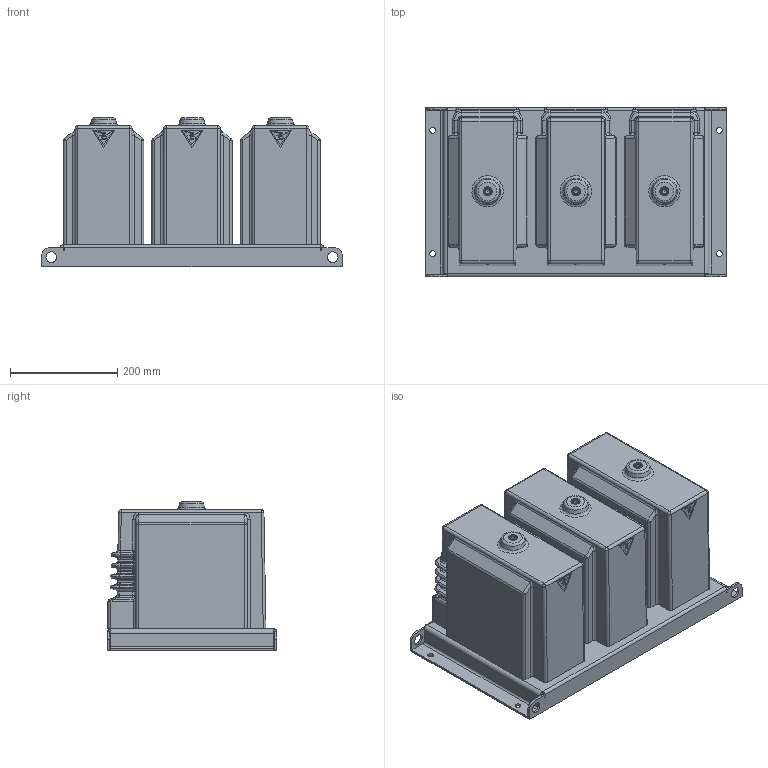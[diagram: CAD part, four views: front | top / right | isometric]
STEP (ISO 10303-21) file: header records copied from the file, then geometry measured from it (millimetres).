
FILE_DESCRIPTION(('STEP AP242'), '1');
FILE_NAME('ÀÄØÏ.1.757.006 ÍÀËÈ-ÝÊ-10 Ì4 3-6-10êÂ', '', ('UNSPECIFIED'), ('UNSPECIFIED'), 'ASCON STEP Converter 1.6', 'ASCON Math Kernel', '');
FILE_SCHEMA(('AP242_MANAGED_MODEL_BASED_3D_ENGINEERING_MIM_LF { 1 0 10303 442 1 1 4 }'));
Length unit declared in the file: millimetre
Products named in the file (8): M6; M12;  M5; M10
Assembly tree (16 placements, depth 3):
  (unnamed)
    (unnamed)
    (unnamed)  x3
      M6
      M12
       M5
      (unnamed)
      M10
Bounding box: 561 x 315.94 x 279.35 mm (x, y, z)
Volume: 26583842.8 mm3; surface area: 1366831.6 mm2
Topology: 37 solids, 37 shells, 3161 faces, 8283 edges, 5281 vertices
Faces by surface type: cylinder 1488, plane 1049, bspline 276, cone 210, torus 96, sphere 42
Full cylindrical faces by diameter (mm): 1.25 x3, 2.25 x3, 4 x21, 4.2 x3, 5 x22, 6 x18, 7 x15, 8 x18, 8.5 x3, 9 x9, 10 x48, 10.2 x12, 11 x5, 12 x12, 13 x15, 15 x18, 17 x48, 20 x4
Entity records: 48577 total; most frequent: CARTESIAN_POINT 14360, DIRECTION 5288, ORIENTED_EDGE 5250, EDGE_CURVE 2625, AXIS2_PLACEMENT_3D 1953, VERTEX_POINT 1713, LINE 1382, VECTOR 1382
